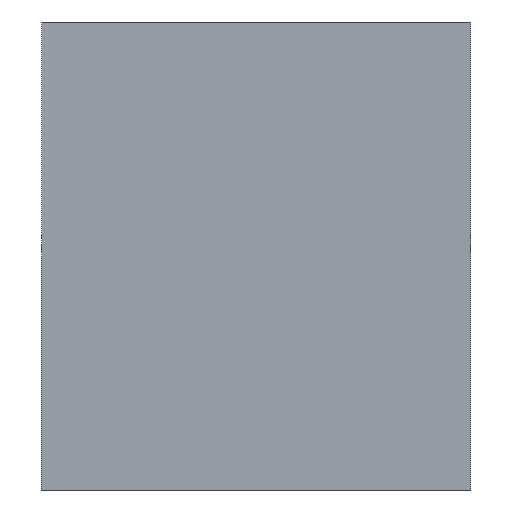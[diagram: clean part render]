
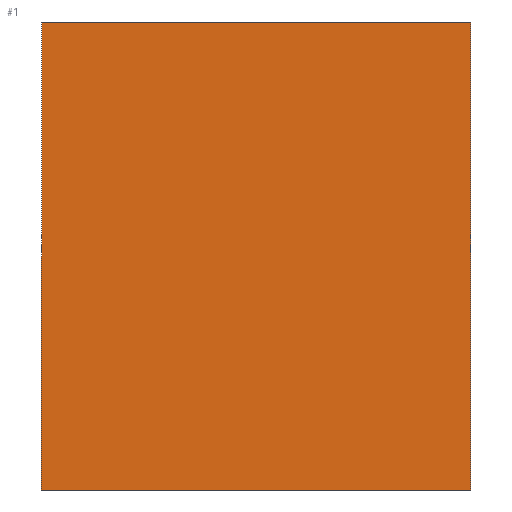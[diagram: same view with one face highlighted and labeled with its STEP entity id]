
A CAD part, front view. The second image highlights one B-rep face of the part: STEP entity #1.
In plain terms, the highlighted planar face has unit normal (0, -1, 0).
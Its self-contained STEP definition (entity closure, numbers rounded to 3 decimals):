
#1 = ADVANCED_FACE ( 'NONE', ( #45 ), #157, .F. ) ;
#11 = EDGE_CURVE ( 'NONE', #121, #193, #26, .T. ) ;
#16 = ORIENTED_EDGE ( 'NONE', *, *, #187, .F. ) ;
#22 = VERTEX_POINT ( 'NONE', #84 ) ;
#26 = LINE ( 'NONE', #194, #189 ) ;
#29 = CARTESIAN_POINT ( 'NONE',  ( 55., 0., -60. ) ) ;
#35 = DIRECTION ( 'NONE',  ( 0., 0., 1. ) ) ;
#40 = CARTESIAN_POINT ( 'NONE',  ( -55., 0., 60. ) ) ;
#44 = CARTESIAN_POINT ( 'NONE',  ( -55., 0., -60. ) ) ;
#45 = FACE_OUTER_BOUND ( 'NONE', #74, .T. ) ;
#68 = VERTEX_POINT ( 'NONE', #181 ) ;
#72 = VECTOR ( 'NONE', #89, 1000. ) ;
#74 = EDGE_LOOP ( 'NONE', ( #83, #16, #146, #201 ) ) ;
#75 = VECTOR ( 'NONE', #170, 1000. ) ;
#77 = DIRECTION ( 'NONE',  ( 1., 0., 0. ) ) ;
#83 = ORIENTED_EDGE ( 'NONE', *, *, #132, .F. ) ;
#84 = CARTESIAN_POINT ( 'NONE',  ( -55., 0., 60. ) ) ;
#87 = LINE ( 'NONE', #44, #72 ) ;
#89 = DIRECTION ( 'NONE',  ( 0., 0., 1. ) ) ;
#95 = DIRECTION ( 'NONE',  ( 0., 1., 0. ) ) ;
#110 = DIRECTION ( 'NONE',  ( -1., 0., 0. ) ) ;
#111 = CARTESIAN_POINT ( 'NONE',  ( 0., 0., 0. ) ) ;
#113 = CARTESIAN_POINT ( 'NONE',  ( 55., 0., -60. ) ) ;
#121 = VERTEX_POINT ( 'NONE', #113 ) ;
#122 = AXIS2_PLACEMENT_3D ( 'NONE', #111, #95, #35 ) ;
#132 = EDGE_CURVE ( 'NONE', #68, #121, #145, .T. ) ;
#145 = LINE ( 'NONE', #29, #75 ) ;
#146 = ORIENTED_EDGE ( 'NONE', *, *, #167, .F. ) ;
#157 = PLANE ( 'NONE',  #122 ) ;
#167 = EDGE_CURVE ( 'NONE', #193, #22, #87, .T. ) ;
#170 = DIRECTION ( 'NONE',  ( 0., 0., -1. ) ) ;
#174 = VECTOR ( 'NONE', #77, 1000. ) ;
#181 = CARTESIAN_POINT ( 'NONE',  ( 55., 0., 60. ) ) ;
#182 = CARTESIAN_POINT ( 'NONE',  ( -55., 0., -60. ) ) ;
#187 = EDGE_CURVE ( 'NONE', #22, #68, #192, .T. ) ;
#189 = VECTOR ( 'NONE', #110, 1000. ) ;
#192 = LINE ( 'NONE', #40, #174 ) ;
#193 = VERTEX_POINT ( 'NONE', #182 ) ;
#194 = CARTESIAN_POINT ( 'NONE',  ( -55., 0., -60. ) ) ;
#201 = ORIENTED_EDGE ( 'NONE', *, *, #11, .F. ) ;
